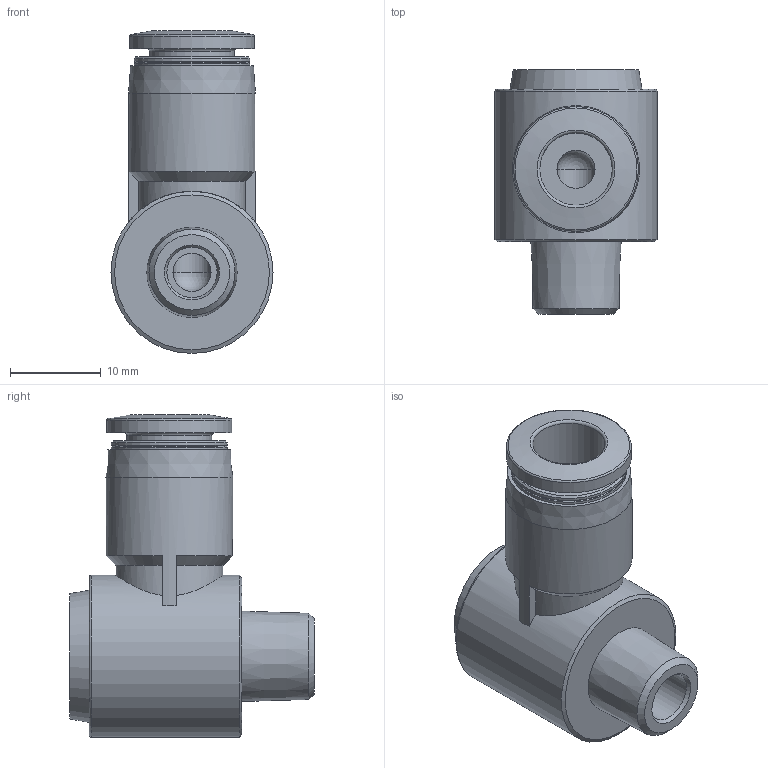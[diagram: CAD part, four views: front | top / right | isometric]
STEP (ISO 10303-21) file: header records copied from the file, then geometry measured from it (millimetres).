
FILE_DESCRIPTION(/* description */ ('STEP AP214'),/* implementation_level */ '2;1');
FILE_NAME(/* name */ '153099_QSLV-1_8-8-I',/* time_stamp */ '2024-09-14T10:28:11+02:00',/* author */ ('License CC BY-ND 4.0'),/* organization */ ('CADENAS'),/* preprocessor_version */ 'ST-DEVELOPER v19.3',/* originating_system */ 'PARTsolutions',/* authorisation */ ' ');
FILE_SCHEMA (('AUTOMOTIVE_DESIGN {1 0 10303 214 3 1 1}'));
Length unit declared in the file: millimetre
Products named in the file (1): 153099 QSLV-1/8-8-I
Bounding box: 17.9 x 27 x 35.65 mm (x, y, z)
Volume: 6076.3 mm3; surface area: 3668.1 mm2
Topology: 1 solids, 1 shells, 50 faces, 105 edges, 64 vertices
Faces by surface type: plane 20, cone 13, cylinder 12, torus 4, sphere 1
Full cylindrical faces by diameter (mm): 4.2 x2, 5.559 x1, 8 x1, 9.4 x1, 12.8 x2, 13.8 x1, 14 x1, 17.9 x1
Entity records: 1593 total; most frequent: CARTESIAN_POINT 252, DIRECTION 208, ORIENTED_EDGE 154, AXIS2_PLACEMENT_3D 94, EDGE_LOOP 85, FACE_BOUND 85, EDGE_CURVE 77, VERTEX_POINT 62
